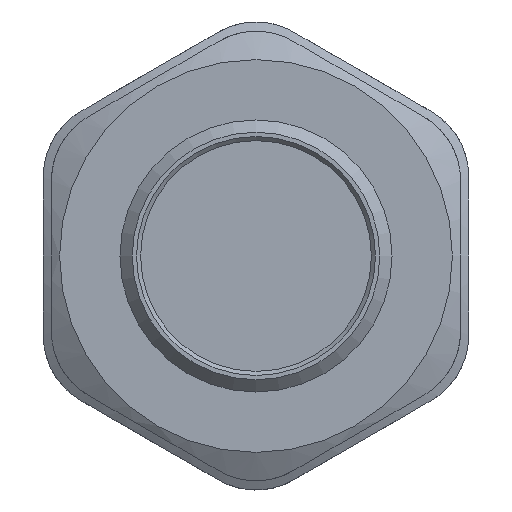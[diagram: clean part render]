
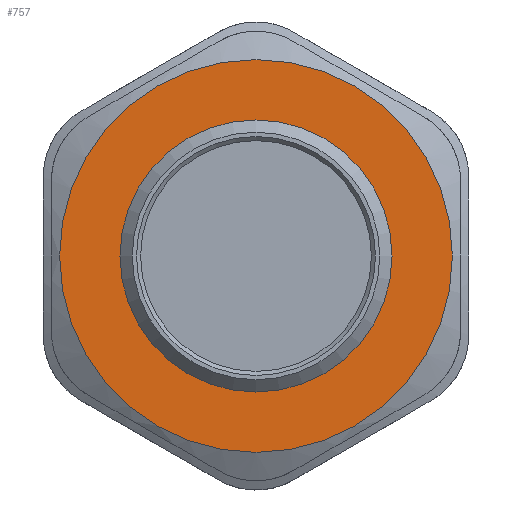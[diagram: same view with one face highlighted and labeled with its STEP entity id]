
A CAD part, front view. The second image highlights one B-rep face of the part: STEP entity #757.
In plain terms, the highlighted planar face has unit normal (0, -1, 0).
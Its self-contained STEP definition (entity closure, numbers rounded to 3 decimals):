
#16=FACE_BOUND('',#274,.T.);
#228=FACE_OUTER_BOUND('',#273,.T.);
#273=EDGE_LOOP('',(#602));
#274=EDGE_LOOP('',(#603));
#308=CIRCLE('',#835,24.);
#309=CIRCLE('',#836,15.145);
#354=VERTEX_POINT('',#1326);
#355=VERTEX_POINT('',#1328);
#443=EDGE_CURVE('',#354,#354,#308,.T.);
#444=EDGE_CURVE('',#355,#355,#309,.T.);
#602=ORIENTED_EDGE('',*,*,#443,.F.);
#603=ORIENTED_EDGE('',*,*,#444,.T.);
#728=PLANE('',#834);
#757=ADVANCED_FACE('',(#228,#16),#728,.T.);
#834=AXIS2_PLACEMENT_3D('',#1325,#948,#949);
#835=AXIS2_PLACEMENT_3D('',#1327,#950,#951);
#836=AXIS2_PLACEMENT_3D('',#1329,#952,#953);
#948=DIRECTION('center_axis',(0.,-1.,0.));
#949=DIRECTION('ref_axis',(0.,0.,-1.));
#950=DIRECTION('center_axis',(0.,1.,0.));
#951=DIRECTION('ref_axis',(1.,0.,0.));
#952=DIRECTION('center_axis',(0.,1.,0.));
#953=DIRECTION('ref_axis',(1.,0.,0.));
#1325=CARTESIAN_POINT('Origin',(-39.743,-23.936,-0.388));
#1326=CARTESIAN_POINT('',(8.257,-23.936,-0.388));
#1327=CARTESIAN_POINT('Origin',(-15.743,-23.936,-0.388));
#1328=CARTESIAN_POINT('',(-0.598,-23.936,-0.388));
#1329=CARTESIAN_POINT('Origin',(-15.743,-23.936,-0.388));
